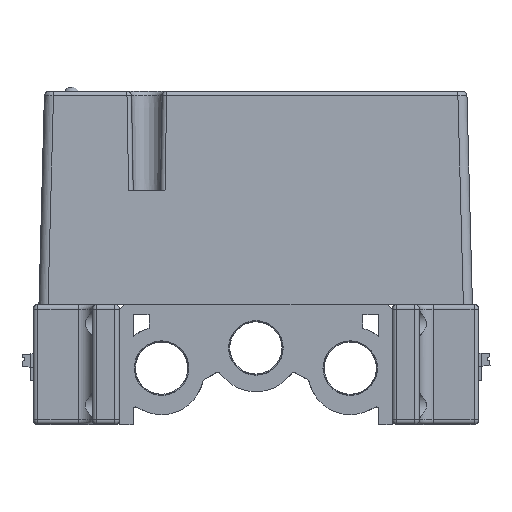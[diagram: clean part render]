
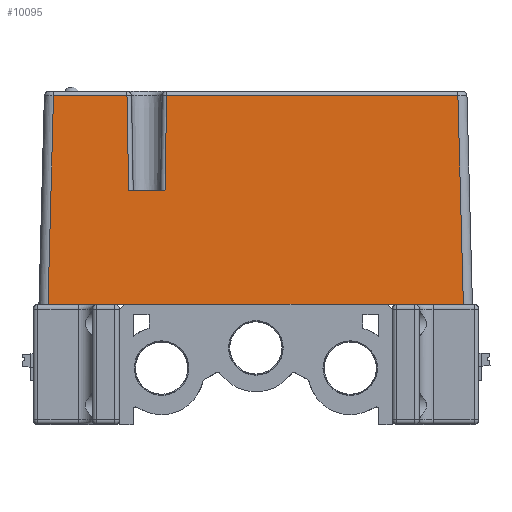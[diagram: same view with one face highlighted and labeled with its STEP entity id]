
A CAD part, front view. The second image highlights one B-rep face of the part: STEP entity #10095.
In plain terms, the highlighted planar face has unit normal (0, -1, 0.026).
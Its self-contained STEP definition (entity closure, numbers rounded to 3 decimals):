
#3433=FACE_OUTER_BOUND('',#45237,.T.);
#10095=ADVANCED_FACE('',(#3433),#15395,.T.);
#15395=PLANE('',#112830);
#18704=LINE('',#150462,#30647);
#21158=LINE('',#157990,#33101);
#21490=LINE('',#158887,#33433);
#21491=LINE('',#158890,#33434);
#21492=LINE('',#158892,#33435);
#21493=LINE('',#158894,#33436);
#21494=LINE('',#158896,#33437);
#21495=LINE('',#158898,#33438);
#21496=LINE('',#158900,#33439);
#21497=LINE('',#158901,#33440);
#30647=VECTOR('',#119891,1.);
#33101=VECTOR('',#125571,1.);
#33433=VECTOR('',#126217,1.);
#33434=VECTOR('',#126218,1.);
#33435=VECTOR('',#126219,1.);
#33436=VECTOR('',#126220,1.);
#33437=VECTOR('',#126221,1.);
#33438=VECTOR('',#126222,1.);
#33439=VECTOR('',#126223,1.);
#33440=VECTOR('',#126224,1.);
#45237=EDGE_LOOP('',(#57584,#57585,#57586,#57587,#57588,#57589,#57590,#57591,
#57592,#57593));
#57584=ORIENTED_EDGE('',*,*,#96395,.T.);
#57585=ORIENTED_EDGE('',*,*,#96396,.T.);
#57586=ORIENTED_EDGE('',*,*,#96397,.F.);
#57587=ORIENTED_EDGE('',*,*,#96398,.T.);
#57588=ORIENTED_EDGE('',*,*,#96399,.T.);
#57589=ORIENTED_EDGE('',*,*,#96400,.T.);
#57590=ORIENTED_EDGE('',*,*,#96401,.T.);
#57591=ORIENTED_EDGE('',*,*,#95953,.T.);
#57592=ORIENTED_EDGE('',*,*,#92862,.T.);
#57593=ORIENTED_EDGE('',*,*,#96402,.T.);
#82224=VERTEX_POINT('',#150461);
#82225=VERTEX_POINT('',#150463);
#84254=VERTEX_POINT('',#157991);
#84662=VERTEX_POINT('',#158888);
#84663=VERTEX_POINT('',#158889);
#84664=VERTEX_POINT('',#158891);
#84665=VERTEX_POINT('',#158893);
#84666=VERTEX_POINT('',#158895);
#84667=VERTEX_POINT('',#158897);
#84668=VERTEX_POINT('',#158899);
#92862=EDGE_CURVE('',#82225,#82224,#18704,.T.);
#95953=EDGE_CURVE('',#84254,#82225,#21158,.T.);
#96395=EDGE_CURVE('',#84662,#84663,#21490,.T.);
#96396=EDGE_CURVE('',#84663,#84664,#21491,.T.);
#96397=EDGE_CURVE('',#84665,#84664,#21492,.T.);
#96398=EDGE_CURVE('',#84665,#84666,#21493,.T.);
#96399=EDGE_CURVE('',#84666,#84667,#21494,.T.);
#96400=EDGE_CURVE('',#84667,#84668,#21495,.T.);
#96401=EDGE_CURVE('',#84668,#84254,#21496,.T.);
#96402=EDGE_CURVE('',#82224,#84662,#21497,.T.);
#112830=AXIS2_PLACEMENT_3D('',#158902,#126225,#126226);
#119891=DIRECTION('',(1.,0.,0.));
#125571=DIRECTION('',(1.,0.,0.));
#126217=DIRECTION('',(-1.,0.,0.));
#126218=DIRECTION('',(-0.017,-0.026,-1.));
#126219=DIRECTION('',(1.,0.,0.));
#126220=DIRECTION('',(-0.017,0.026,1.));
#126221=DIRECTION('',(-1.,0.,0.));
#126222=DIRECTION('',(-0.026,-0.026,-0.999));
#126223=DIRECTION('',(1.,0.,0.));
#126224=DIRECTION('',(-0.026,0.026,0.999));
#126225=DIRECTION('',(0.,-1.,0.026));
#126226=DIRECTION('',(0.,-0.026,-1.));
#150461=CARTESIAN_POINT('',(895.686,-1316.826,-0.1));
#150462=CARTESIAN_POINT('',(880.05,-1316.826,-0.1));
#150463=CARTESIAN_POINT('',(881.05,-1316.826,-0.1));
#157990=CARTESIAN_POINT('',(880.05,-1316.826,-0.1));
#157991=CARTESIAN_POINT('',(819.05,-1316.826,-0.1));
#158887=CARTESIAN_POINT('',(829.05,-1315.624,45.826));
#158888=CARTESIAN_POINT('',(894.484,-1315.624,45.826));
#158889=CARTESIAN_POINT('',(830.415,-1315.624,45.826));
#158890=CARTESIAN_POINT('',(830.049,-1316.172,24.883));
#158891=CARTESIAN_POINT('',(830.05,-1316.172,24.9));
#158892=CARTESIAN_POINT('',(826.05,-1316.172,24.9));
#158893=CARTESIAN_POINT('',(822.05,-1316.172,24.9));
#158894=CARTESIAN_POINT('',(821.685,-1315.624,45.809));
#158895=CARTESIAN_POINT('',(821.685,-1315.624,45.826));
#158896=CARTESIAN_POINT('',(805.542,-1315.624,45.826));
#158897=CARTESIAN_POINT('',(805.516,-1315.624,45.826));
#158898=CARTESIAN_POINT('',(804.345,-1316.795,1.095));
#158899=CARTESIAN_POINT('',(804.314,-1316.826,-0.1));
#158900=CARTESIAN_POINT('',(880.05,-1316.826,-0.1));
#158901=CARTESIAN_POINT('',(895.655,-1316.795,1.095));
#158902=CARTESIAN_POINT('',(850.,-1316.826,-0.1));
